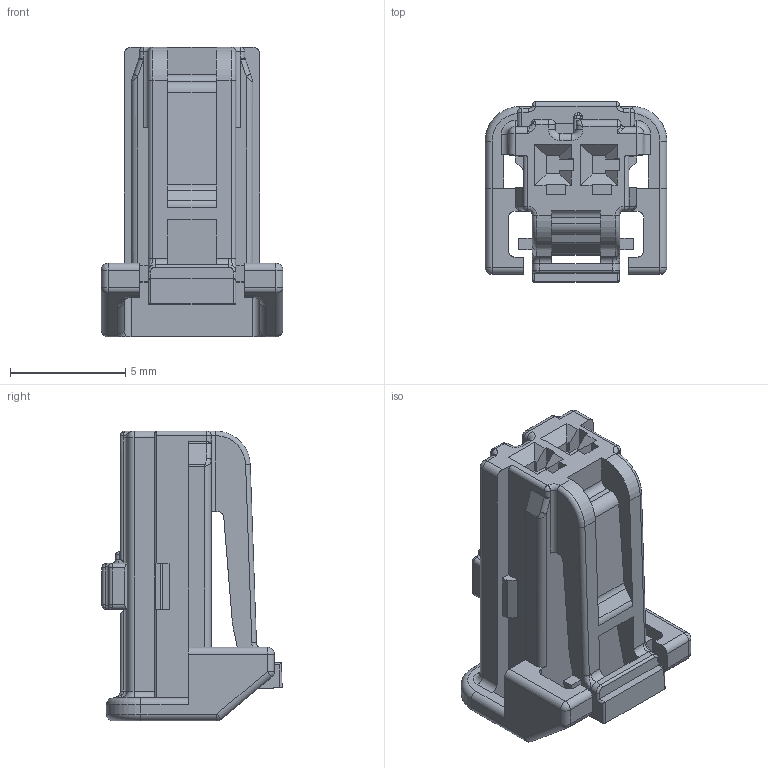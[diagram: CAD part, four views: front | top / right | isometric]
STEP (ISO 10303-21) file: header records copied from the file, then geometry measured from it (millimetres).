
FILE_DESCRIPTION((''),'2;1');
FILE_NAME('KM1700099_020_D_2F_HSG_14','2019-07-18T',('drkoo'),(''),'CREO PARAMETRIC BY PTC INC, 2017300','CREO PARAMETRIC BY PTC INC, 2017300','');
FILE_SCHEMA(('CONFIG_CONTROL_DESIGN'));
Length unit declared in the file: millimetre
Products named in the file (1): KM1700099_020_D_2F_HSG_14
Bounding box: 7.9 x 7.84 x 12.6 mm (x, y, z)
Volume: 320.4 mm3; surface area: 523.2 mm2
Topology: 1 solids, 1 shells, 436 faces, 1139 edges, 704 vertices
Faces by surface type: plane 238, cylinder 130, bspline 32, torus 25, sphere 10, cone 1
Entity records: 14902 total; most frequent: CARTESIAN_POINT 4337, ORIENTED_EDGE 2262, DIRECTION 2109, EDGE_CURVE 1131, VECTOR 779, LINE 779, VERTEX_POINT 704, AXIS2_PLACEMENT_3D 665
